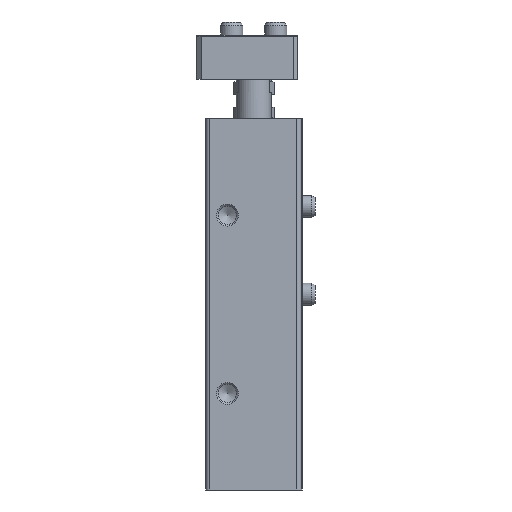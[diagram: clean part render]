
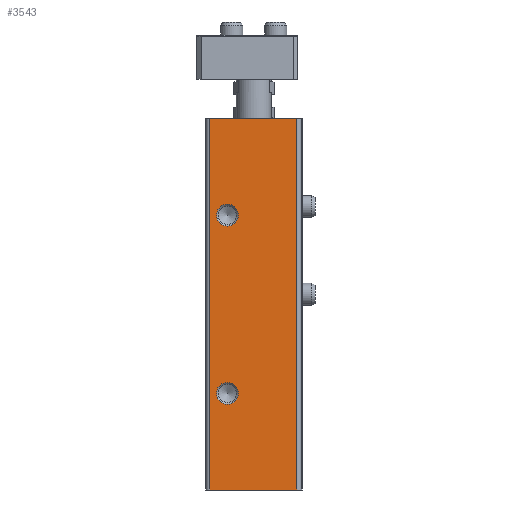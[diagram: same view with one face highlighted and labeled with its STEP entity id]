
A CAD part, left-side view. The second image highlights one B-rep face of the part: STEP entity #3543.
In plain terms, the highlighted planar face has unit normal (-1, 0, 0).
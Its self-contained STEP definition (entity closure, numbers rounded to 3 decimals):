
#112=PLANE('',#3839);
#229=CIRCLE('',#3840,2.5);
#230=CIRCLE('',#3841,2.5);
#457=ORIENTED_EDGE('',*,*,#1425,.T.);
#458=ORIENTED_EDGE('',*,*,#1426,.T.);
#459=ORIENTED_EDGE('',*,*,#1427,.F.);
#460=ORIENTED_EDGE('',*,*,#1428,.F.);
#461=ORIENTED_EDGE('',*,*,#1429,.T.);
#462=ORIENTED_EDGE('',*,*,#1430,.T.);
#1425=EDGE_CURVE('',#1909,#1909,#229,.T.);
#1426=EDGE_CURVE('',#1910,#1910,#230,.T.);
#1427=EDGE_CURVE('',#1911,#1912,#2263,.T.);
#1428=EDGE_CURVE('',#1913,#1911,#2264,.T.);
#1429=EDGE_CURVE('',#1913,#1914,#2265,.T.);
#1430=EDGE_CURVE('',#1914,#1912,#2266,.T.);
#1909=VERTEX_POINT('',#5430);
#1910=VERTEX_POINT('',#5432);
#1911=VERTEX_POINT('',#5434);
#1912=VERTEX_POINT('',#5435);
#1913=VERTEX_POINT('',#5437);
#1914=VERTEX_POINT('',#5439);
#2263=LINE('',#5433,#2525);
#2264=LINE('',#5436,#2526);
#2265=LINE('',#5438,#2527);
#2266=LINE('',#5440,#2528);
#2525=VECTOR('',#4288,1000.);
#2526=VECTOR('',#4289,1000.);
#2527=VECTOR('',#4290,1000.);
#2528=VECTOR('',#4291,1000.);
#2784=EDGE_LOOP('',(#457));
#2785=EDGE_LOOP('',(#458));
#2786=EDGE_LOOP('',(#459,#460,#461,#462));
#3122=FACE_BOUND('',#2784,.T.);
#3123=FACE_BOUND('',#2785,.T.);
#3124=FACE_BOUND('',#2786,.T.);
#3543=ADVANCED_FACE('',(#3122,#3123,#3124),#112,.T.);
#3839=AXIS2_PLACEMENT_3D('',#5428,#4282,#4283);
#3840=AXIS2_PLACEMENT_3D('',#5429,#4284,#4285);
#3841=AXIS2_PLACEMENT_3D('',#5431,#4286,#4287);
#4282=DIRECTION('',(-1.,0.,0.));
#4283=DIRECTION('',(0.,0.,1.));
#4284=DIRECTION('',(1.,0.,0.));
#4285=DIRECTION('',(0.,0.,-1.));
#4286=DIRECTION('',(1.,0.,0.));
#4287=DIRECTION('',(0.,0.,-1.));
#4288=DIRECTION('',(0.,-1.,0.));
#4289=DIRECTION('',(0.,0.,1.));
#4290=DIRECTION('',(0.,-1.,0.));
#4291=DIRECTION('',(0.,0.,1.));
#5428=CARTESIAN_POINT('',(-30.,10.,-84.6));
#5429=CARTESIAN_POINT('',(-30.,6.,-62.6));
#5430=CARTESIAN_POINT('',(-30.,6.,-65.1));
#5431=CARTESIAN_POINT('',(-30.,6.,-22.));
#5432=CARTESIAN_POINT('',(-30.,6.,-24.5));
#5433=CARTESIAN_POINT('',(-30.,10.,0.));
#5434=CARTESIAN_POINT('',(-30.,10.,0.));
#5435=CARTESIAN_POINT('',(-30.,-9.8,0.));
#5436=CARTESIAN_POINT('',(-30.,10.,-84.6));
#5437=CARTESIAN_POINT('',(-30.,10.,-84.6));
#5438=CARTESIAN_POINT('',(-30.,10.,-84.6));
#5439=CARTESIAN_POINT('',(-30.,-9.8,-84.6));
#5440=CARTESIAN_POINT('',(-30.,-9.8,-84.6));
